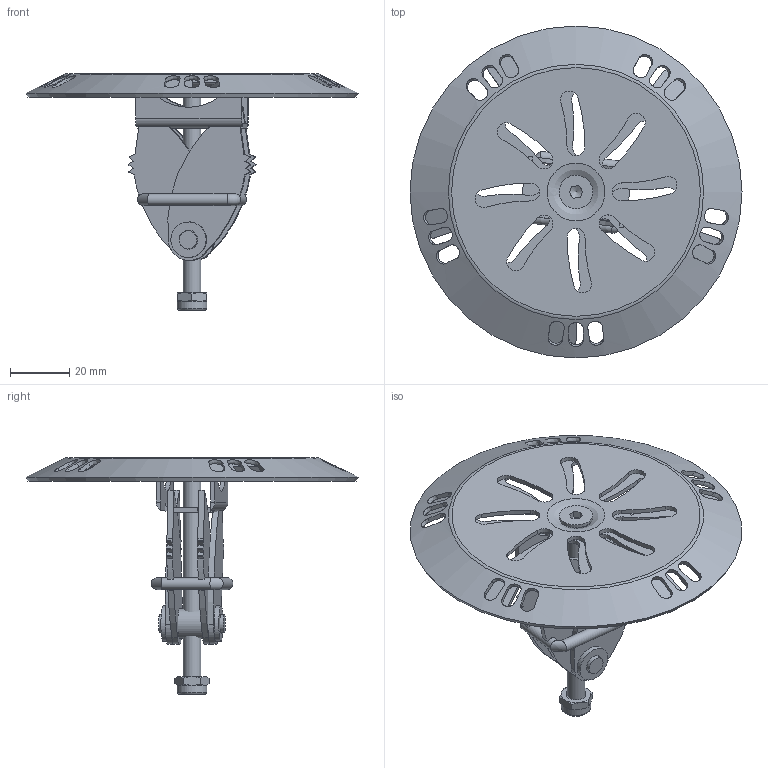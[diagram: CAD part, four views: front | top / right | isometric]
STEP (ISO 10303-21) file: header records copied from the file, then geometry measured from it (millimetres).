
FILE_DESCRIPTION(('STEP AP214'), '1');
FILE_NAME('栖闉罻', '2025-08-15T04:26:43', ('Runwill'), (''), 'C3D Converter', 'C3D Toolkit', '');
FILE_SCHEMA(('AUTOMOTIVE_DESIGN { 1 0 10303 214 3 1 1}'));
Length unit declared in the file: millimetre
Assembly tree (12 placements, depth 2):
  (unnamed)
    (unnamed)
    (unnamed)
    (unnamed)
    (unnamed)
    (unnamed)
    (unnamed)
    (unnamed)
    (unnamed)
    (unnamed)
    (unnamed)
    (unnamed)
    (unnamed)
Bounding box: 112.12 x 112.12 x 80 mm (x, y, z)
Volume: 35931.1 mm3; surface area: 48741.2 mm2
Topology: 13 solids, 13 shells, 424 faces, 1115 edges, 714 vertices
Faces by surface type: plane 157, cylinder 138, extrusion 60, cone 36, torus 23, bspline 10
Full cylindrical faces by diameter (mm): 4 x5, 4.917 x2, 5.5 x1, 6 x10, 6.4 x2, 6.5 x4, 6.75 x1, 7 x1, 10 x2, 11.34 x1, 12 x2
Entity records: 23795 total; most frequent: CARTESIAN_POINT 12558, ORIENTED_EDGE 2118, DIRECTION 2032, EDGE_CURVE 1059, AXIS2_PLACEMENT_3D 739, VERTEX_POINT 713, EDGE_LOOP 584, VECTOR 554
